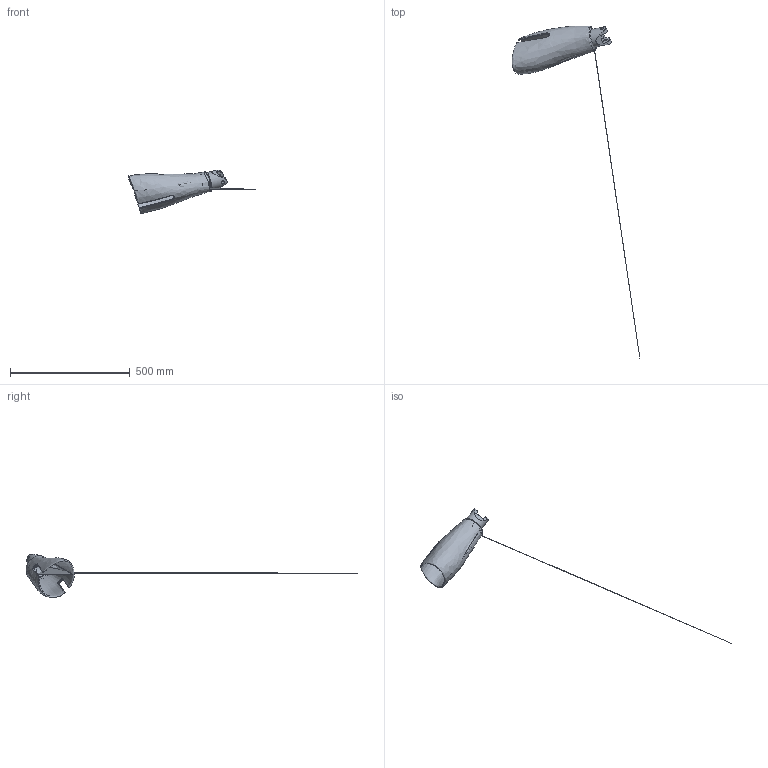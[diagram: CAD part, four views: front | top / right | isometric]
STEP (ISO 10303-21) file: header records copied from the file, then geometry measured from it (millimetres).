
FILE_DESCRIPTION(/* description */ (''),/* implementation_level */ '2;1');
FILE_NAME(/* name */ 'model v11.stp',/* time_stamp */ '2022-06-18T23:11:20+02:00',/* author */ (''),/* organization */ (''),/* preprocessor_version */ 'ST-DEVELOPER v19',/* originating_system */ 'Autodesk Translation Framework v11.7.0.108',/* authorisation */ '');
FILE_SCHEMA (('AUTOMOTIVE_DESIGN { 1 0 10303 214 3 1 1 }'));
Length unit declared in the file: millimetre
Products named in the file (1): model
Bounding box: 532.28 x 1386.19 x 180.56 mm (x, y, z)
Volume: 842419.6 mm3; surface area: 521812.9 mm2
Topology: 2 solids, 2 shells, 72 faces, 201 edges, 125 vertices
Faces by surface type: bspline 40, cylinder 17, plane 15
Full cylindrical faces by diameter (mm): 15 x2, 75.122 x2
Entity records: 18892 total; most frequent: CARTESIAN_POINT 17357, ORIENTED_EDGE 390, EDGE_CURVE 195, DIRECTION 169, VERTEX_POINT 124, B_SPLINE_CURVE_WITH_KNOTS 123, EDGE_LOOP 81, FACE_OUTER_BOUND 72
